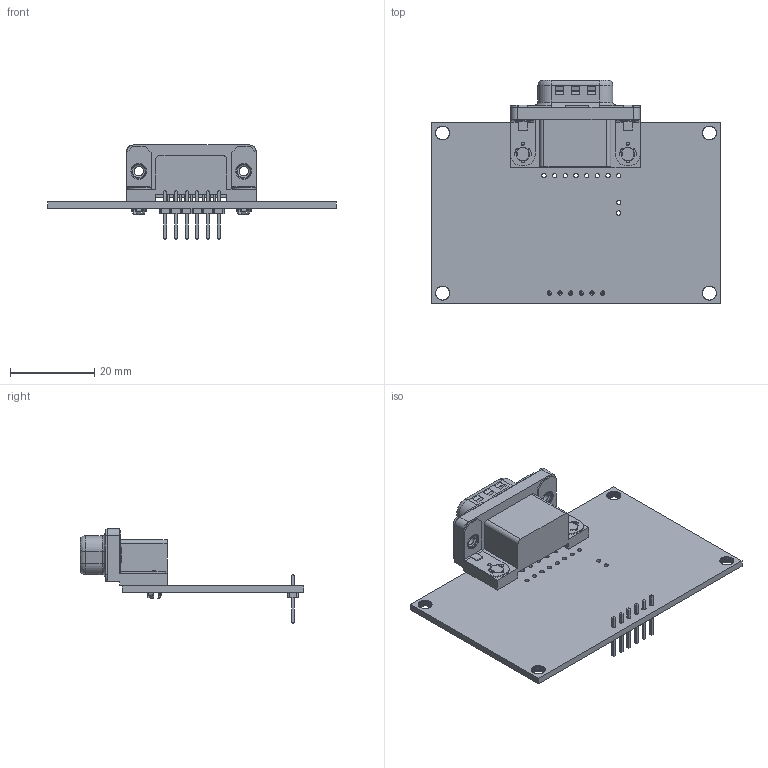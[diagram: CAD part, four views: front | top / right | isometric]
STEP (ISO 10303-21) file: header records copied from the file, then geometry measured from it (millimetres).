
FILE_DESCRIPTION(('Open CASCADE Model'),'2;1');
FILE_NAME('Open CASCADE Shape Model','2022-06-17T10:10:21',('Author'),( 'Open CASCADE'),'Open CASCADE STEP processor 6.8','Open CASCADE 6.8' ,'Unknown');
FILE_SCHEMA(('AUTOMOTIVE_DESIGN { 1 0 10303 214 1 1 1 1 }'));
Length unit declared in the file: millimetre
Products named in the file (8): PCB; Board; Open CASCADE STEP translator 6.8 1.1.1; Free-Models; 61300611121_Download_STP_61300611121_rev1; 61300611121; 6130xx11121_PIN; sld09p13a4gx00lf
Assembly tree (12 placements, depth 4):
  PCB
    Board
      Open CASCADE STEP translator 6.8 1.1.1
    Free-Models
      61300611121_Download_STP_61300611121_rev1
        61300611121
        6130xx11121_PIN  x6
      sld09p13a4gx00lf
Bounding box: 68.58 x 53.19 x 22.41 mm (x, y, z)
Volume: 8318.5 mm3; surface area: 9988.6 mm2
Topology: 9 solids, 10 shells, 1389 faces, 3865 edges, 2515 vertices
Faces by surface type: plane 1054, cylinder 265, torus 40, bspline 22, cone 8
Full cylindrical faces by diameter (mm): 1.016 x25, 3.302 x2
Entity records: 47471 total; most frequent: CARTESIAN_POINT 8576, ORIENTED_EDGE 7414, DIRECTION 6847, EDGE_CURVE 3707, LINE 2979, VECTOR 2979, VERTEX_POINT 2435, AXIS2_PLACEMENT_3D 1934
